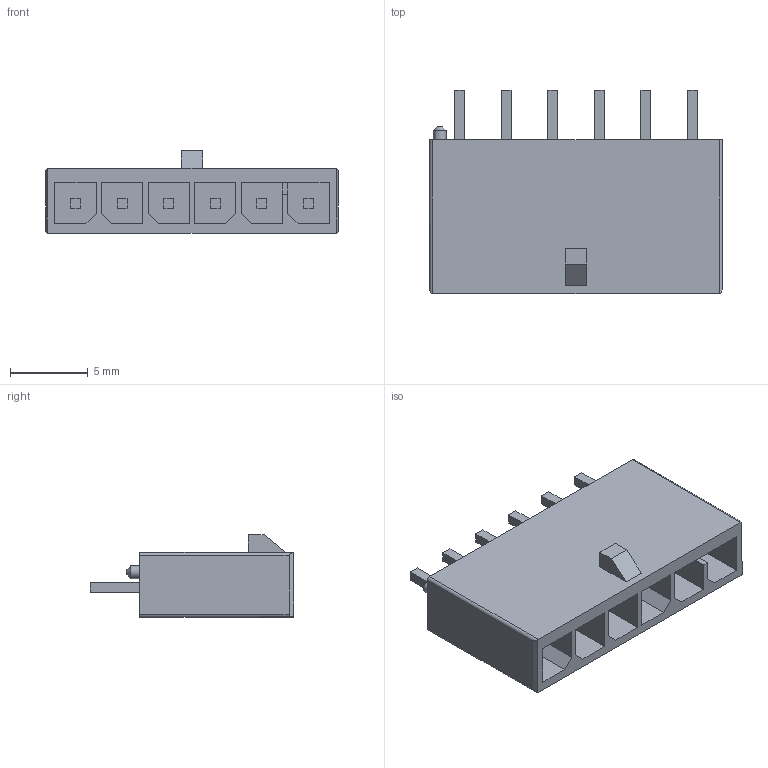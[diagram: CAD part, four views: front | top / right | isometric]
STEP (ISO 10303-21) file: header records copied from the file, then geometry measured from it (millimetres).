
FILE_DESCRIPTION(/* description */ (''),/* implementation_level */ '2;1');
FILE_NAME(/* name */ '2165712006wbm000_03_214.stp',/* time_stamp */ '2023-10-30T13:16:02+06:00',/* author */ (''),/* organization */ (''),/* preprocessor_version */ 'ST-DEVELOPER v16.7',/* originating_system */ 'SIEMENS PLM Software NX 1919',/* authorisation */ '');
FILE_SCHEMA (('AUTOMOTIVE_DESIGN { 1 0 10303 214 3 1 1 1 }'));
Length unit declared in the file: millimetre
Products named in the file (1): 2165712006wbm000_03
Bounding box: 18.85 x 13.09 x 5.33 mm (x, y, z)
Volume: 530.5 mm3; surface area: 1131.6 mm2
Topology: 1 solids, 1 shells, 117 faces, 288 edges, 192 vertices
Faces by surface type: plane 111, cylinder 5, cone 1
Full cylindrical faces by diameter (mm): 0.83 x1
Entity records: 3402 total; most frequent: CARTESIAN_POINT 594, ORIENTED_EDGE 570, DIRECTION 536, EDGE_CURVE 285, LINE 270, VECTOR 270, VERTEX_POINT 191, EDGE_LOOP 138
